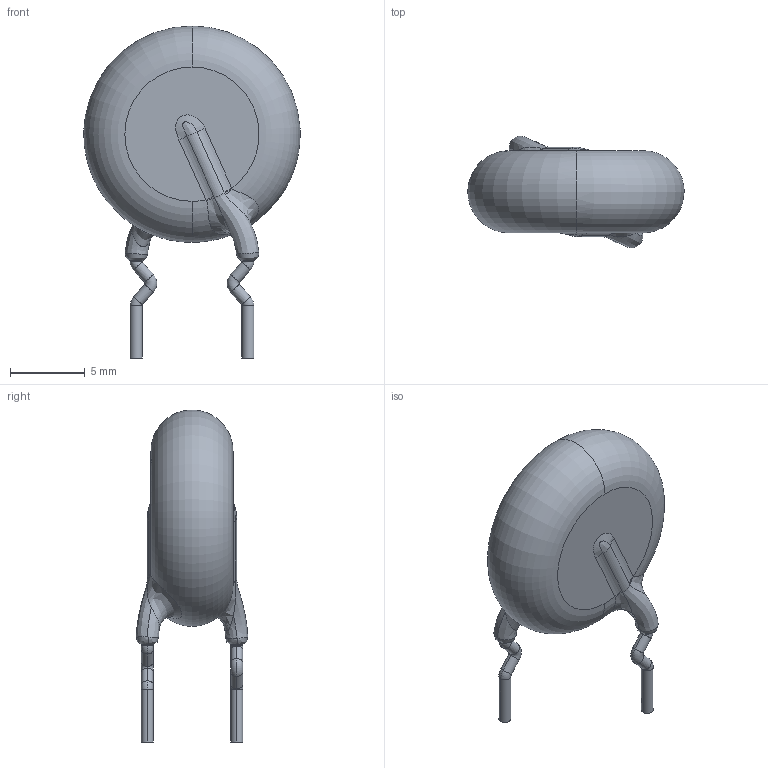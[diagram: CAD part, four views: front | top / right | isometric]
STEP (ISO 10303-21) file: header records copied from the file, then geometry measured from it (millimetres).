
FILE_DESCRIPTION (( 'STEP AP214' ), '1' );
FILE_NAME ('RES-TH_L14.5-W6.0-H20.5-P7.50-D0.8-S6.00.step', '2022-07-28T09:37:57', ( '' ), ( '' ), 'SwSTEP 2.0', 'SolidWorks 2020', '' );
FILE_SCHEMA (( 'AUTOMOTIVE_DESIGN' ));
Length unit declared in the file: millimetre
Products named in the file (1): RES-TH_L14.5-W6.0-H20.5-P7.50-D0.8-S6.00
Bounding box: 14.5 x 7.48 x 22.25 mm (x, y, z)
Volume: 801.1 mm3; surface area: 621.2 mm2
Topology: 14 solids, 14 shells, 291 faces, 753 edges, 488 vertices
Faces by surface type: plane 137, bspline 118, cylinder 22, torus 14
Entity records: 16388 total; most frequent: CARTESIAN_POINT 6724, ORIENTED_EDGE 1502, DIRECTION 917, EDGE_CURVE 751, VERTEX_POINT 488, LINE 441, VECTOR 441, UNCERTAINTY_MEASURE_WITH_UNIT 307
